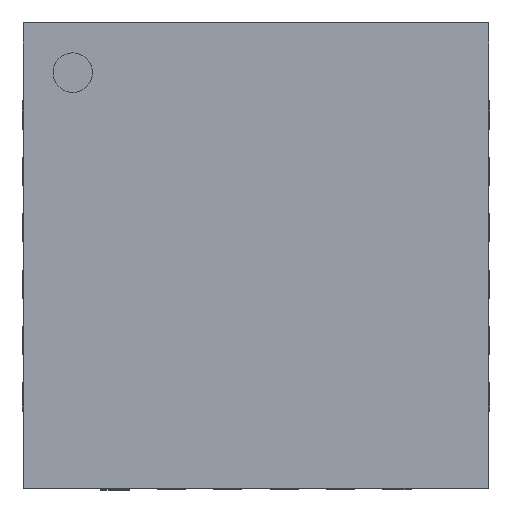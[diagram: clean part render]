
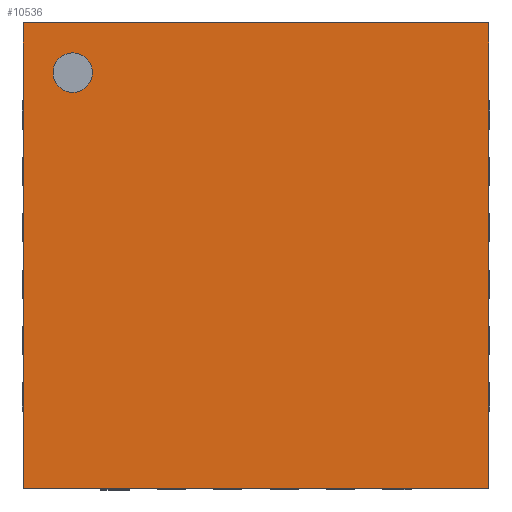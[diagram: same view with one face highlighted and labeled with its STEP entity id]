
A CAD part, top view. The second image highlights one B-rep face of the part: STEP entity #10536.
In plain terms, the highlighted planar face has unit normal (0, 0, 1).
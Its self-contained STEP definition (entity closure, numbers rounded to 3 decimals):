
#443 = PLANE('',#444);
#444 = AXIS2_PLACEMENT_3D('',#445,#446,#447);
#445 = CARTESIAN_POINT('',(-2.065,-2.065,0.02));
#446 = DIRECTION('',(1.,0.,0.));
#447 = DIRECTION('',(0.,0.,1.));
#471 = PLANE('',#472);
#472 = AXIS2_PLACEMENT_3D('',#473,#474,#475);
#473 = CARTESIAN_POINT('',(-2.065,-2.065,0.02));
#474 = DIRECTION('',(0.,1.,0.));
#475 = DIRECTION('',(0.,0.,1.));
#1159 = PLANE('',#1160);
#1160 = AXIS2_PLACEMENT_3D('',#1161,#1162,#1163);
#1161 = CARTESIAN_POINT('',(2.065,-2.065,0.02));
#1162 = DIRECTION('',(1.,0.,0.));
#1163 = DIRECTION('',(0.,0.,1.));
#1847 = PLANE('',#1848);
#1848 = AXIS2_PLACEMENT_3D('',#1849,#1850,#1851);
#1849 = CARTESIAN_POINT('',(-2.065,2.065,0.02));
#1850 = DIRECTION('',(0.,1.,0.));
#1851 = DIRECTION('',(0.,0.,1.));
#3187 = EDGE_CURVE('',#3188,#3190,#3192,.T.);
#3188 = VERTEX_POINT('',#3189);
#3189 = CARTESIAN_POINT('',(-2.065,-2.065,1.));
#3190 = VERTEX_POINT('',#3191);
#3191 = CARTESIAN_POINT('',(-2.065,2.065,1.));
#3192 = SURFACE_CURVE('',#3193,(#3197,#3204),.PCURVE_S1.);
#3193 = LINE('',#3194,#3195);
#3194 = CARTESIAN_POINT('',(-2.065,-2.065,1.));
#3195 = VECTOR('',#3196,1.);
#3196 = DIRECTION('',(0.,1.,0.));
#3197 = PCURVE('',#443,#3198);
#3198 = DEFINITIONAL_REPRESENTATION('',(#3199),#3203);
#3199 = LINE('',#3200,#3201);
#3200 = CARTESIAN_POINT('',(0.98,0.));
#3201 = VECTOR('',#3202,1.);
#3202 = DIRECTION('',(0.,-1.));
#3203 = ( GEOMETRIC_REPRESENTATION_CONTEXT(2) 
PARAMETRIC_REPRESENTATION_CONTEXT() REPRESENTATION_CONTEXT('2D SPACE',''
  ) );
#3204 = PCURVE('',#3205,#3210);
#3205 = PLANE('',#3206);
#3206 = AXIS2_PLACEMENT_3D('',#3207,#3208,#3209);
#3207 = CARTESIAN_POINT('',(-2.065,-2.065,1.));
#3208 = DIRECTION('',(0.,0.,1.));
#3209 = DIRECTION('',(1.,0.,0.));
#3210 = DEFINITIONAL_REPRESENTATION('',(#3211),#3215);
#3211 = LINE('',#3212,#3213);
#3212 = CARTESIAN_POINT('',(0.,0.));
#3213 = VECTOR('',#3214,1.);
#3214 = DIRECTION('',(0.,1.));
#3215 = ( GEOMETRIC_REPRESENTATION_CONTEXT(2) 
PARAMETRIC_REPRESENTATION_CONTEXT() REPRESENTATION_CONTEXT('2D SPACE',''
  ) );
#3685 = EDGE_CURVE('',#3188,#3686,#3688,.T.);
#3686 = VERTEX_POINT('',#3687);
#3687 = CARTESIAN_POINT('',(2.065,-2.065,1.));
#3688 = SURFACE_CURVE('',#3689,(#3693,#3700),.PCURVE_S1.);
#3689 = LINE('',#3690,#3691);
#3690 = CARTESIAN_POINT('',(-2.065,-2.065,1.));
#3691 = VECTOR('',#3692,1.);
#3692 = DIRECTION('',(1.,0.,0.));
#3693 = PCURVE('',#471,#3694);
#3694 = DEFINITIONAL_REPRESENTATION('',(#3695),#3699);
#3695 = LINE('',#3696,#3697);
#3696 = CARTESIAN_POINT('',(0.98,0.));
#3697 = VECTOR('',#3698,1.);
#3698 = DIRECTION('',(0.,1.));
#3699 = ( GEOMETRIC_REPRESENTATION_CONTEXT(2) 
PARAMETRIC_REPRESENTATION_CONTEXT() REPRESENTATION_CONTEXT('2D SPACE',''
  ) );
#3700 = PCURVE('',#3205,#3701);
#3701 = DEFINITIONAL_REPRESENTATION('',(#3702),#3706);
#3702 = LINE('',#3703,#3704);
#3703 = CARTESIAN_POINT('',(0.,0.));
#3704 = VECTOR('',#3705,1.);
#3705 = DIRECTION('',(1.,0.));
#3706 = ( GEOMETRIC_REPRESENTATION_CONTEXT(2) 
PARAMETRIC_REPRESENTATION_CONTEXT() REPRESENTATION_CONTEXT('2D SPACE',''
  ) );
#6890 = EDGE_CURVE('',#3190,#6891,#6893,.T.);
#6891 = VERTEX_POINT('',#6892);
#6892 = CARTESIAN_POINT('',(2.065,2.065,1.));
#6893 = SURFACE_CURVE('',#6894,(#6898,#6905),.PCURVE_S1.);
#6894 = LINE('',#6895,#6896);
#6895 = CARTESIAN_POINT('',(-2.065,2.065,1.));
#6896 = VECTOR('',#6897,1.);
#6897 = DIRECTION('',(1.,0.,0.));
#6898 = PCURVE('',#1847,#6899);
#6899 = DEFINITIONAL_REPRESENTATION('',(#6900),#6904);
#6900 = LINE('',#6901,#6902);
#6901 = CARTESIAN_POINT('',(0.98,0.));
#6902 = VECTOR('',#6903,1.);
#6903 = DIRECTION('',(0.,1.));
#6904 = ( GEOMETRIC_REPRESENTATION_CONTEXT(2) 
PARAMETRIC_REPRESENTATION_CONTEXT() REPRESENTATION_CONTEXT('2D SPACE',''
  ) );
#6905 = PCURVE('',#3205,#6906);
#6906 = DEFINITIONAL_REPRESENTATION('',(#6907),#6911);
#6907 = LINE('',#6908,#6909);
#6908 = CARTESIAN_POINT('',(0.,4.13));
#6909 = VECTOR('',#6910,1.);
#6910 = DIRECTION('',(1.,0.));
#6911 = ( GEOMETRIC_REPRESENTATION_CONTEXT(2) 
PARAMETRIC_REPRESENTATION_CONTEXT() REPRESENTATION_CONTEXT('2D SPACE',''
  ) );
#7357 = EDGE_CURVE('',#3686,#6891,#7358,.T.);
#7358 = SURFACE_CURVE('',#7359,(#7363,#7370),.PCURVE_S1.);
#7359 = LINE('',#7360,#7361);
#7360 = CARTESIAN_POINT('',(2.065,-2.065,1.));
#7361 = VECTOR('',#7362,1.);
#7362 = DIRECTION('',(0.,1.,0.));
#7363 = PCURVE('',#1159,#7364);
#7364 = DEFINITIONAL_REPRESENTATION('',(#7365),#7369);
#7365 = LINE('',#7366,#7367);
#7366 = CARTESIAN_POINT('',(0.98,0.));
#7367 = VECTOR('',#7368,1.);
#7368 = DIRECTION('',(0.,-1.));
#7369 = ( GEOMETRIC_REPRESENTATION_CONTEXT(2) 
PARAMETRIC_REPRESENTATION_CONTEXT() REPRESENTATION_CONTEXT('2D SPACE',''
  ) );
#7370 = PCURVE('',#3205,#7371);
#7371 = DEFINITIONAL_REPRESENTATION('',(#7372),#7376);
#7372 = LINE('',#7373,#7374);
#7373 = CARTESIAN_POINT('',(4.13,0.));
#7374 = VECTOR('',#7375,1.);
#7375 = DIRECTION('',(0.,1.));
#7376 = ( GEOMETRIC_REPRESENTATION_CONTEXT(2) 
PARAMETRIC_REPRESENTATION_CONTEXT() REPRESENTATION_CONTEXT('2D SPACE',''
  ) );
#10536 = ADVANCED_FACE('',(#10537,#10543),#3205,.T.);
#10537 = FACE_BOUND('',#10538,.T.);
#10538 = EDGE_LOOP('',(#10539,#10540,#10541,#10542));
#10539 = ORIENTED_EDGE('',*,*,#3187,.F.);
#10540 = ORIENTED_EDGE('',*,*,#3685,.T.);
#10541 = ORIENTED_EDGE('',*,*,#7357,.T.);
#10542 = ORIENTED_EDGE('',*,*,#6890,.F.);
#10543 = FACE_BOUND('',#10544,.T.);
#10544 = EDGE_LOOP('',(#10545));
#10545 = ORIENTED_EDGE('',*,*,#10546,.T.);
#10546 = EDGE_CURVE('',#10547,#10547,#10549,.T.);
#10547 = VERTEX_POINT('',#10548);
#10548 = CARTESIAN_POINT('',(-1.45,-1.625,1.));
#10549 = SURFACE_CURVE('',#10550,(#10555,#10566),.PCURVE_S1.);
#10550 = CIRCLE('',#10551,0.175);
#10551 = AXIS2_PLACEMENT_3D('',#10552,#10553,#10554);
#10552 = CARTESIAN_POINT('',(-1.625,-1.625,1.));
#10553 = DIRECTION('',(0.,0.,-1.));
#10554 = DIRECTION('',(1.,0.,0.));
#10555 = PCURVE('',#3205,#10556);
#10556 = DEFINITIONAL_REPRESENTATION('',(#10557),#10565);
#10557 = ( BOUNDED_CURVE() B_SPLINE_CURVE(2,(#10558,#10559,#10560,#10561
    ,#10562,#10563,#10564),.UNSPECIFIED.,.T.,.F.) 
B_SPLINE_CURVE_WITH_KNOTS((1,2,2,2,2,1),(-2.094,0.,
    2.094,4.189,6.283,8.378),
.UNSPECIFIED.) CURVE() GEOMETRIC_REPRESENTATION_ITEM() 
RATIONAL_B_SPLINE_CURVE((1.,0.5,1.,0.5,1.,0.5,1.)) REPRESENTATION_ITEM(
  '') );
#10558 = CARTESIAN_POINT('',(0.615,0.44));
#10559 = CARTESIAN_POINT('',(0.615,0.137));
#10560 = CARTESIAN_POINT('',(0.353,0.288));
#10561 = CARTESIAN_POINT('',(0.09,0.44));
#10562 = CARTESIAN_POINT('',(0.353,0.592));
#10563 = CARTESIAN_POINT('',(0.615,0.743));
#10564 = CARTESIAN_POINT('',(0.615,0.44));
#10565 = ( GEOMETRIC_REPRESENTATION_CONTEXT(2) 
PARAMETRIC_REPRESENTATION_CONTEXT() REPRESENTATION_CONTEXT('2D SPACE',''
  ) );
#10566 = PCURVE('',#10567,#10572);
#10567 = CYLINDRICAL_SURFACE('',#10568,0.175);
#10568 = AXIS2_PLACEMENT_3D('',#10569,#10570,#10571);
#10569 = CARTESIAN_POINT('',(-1.625,-1.625,1.01));
#10570 = DIRECTION('',(-0.,-0.,-1.));
#10571 = DIRECTION('',(1.,0.,0.));
#10572 = DEFINITIONAL_REPRESENTATION('',(#10573),#10577);
#10573 = LINE('',#10574,#10575);
#10574 = CARTESIAN_POINT('',(-6.283,0.01));
#10575 = VECTOR('',#10576,1.);
#10576 = DIRECTION('',(1.,-0.));
#10577 = ( GEOMETRIC_REPRESENTATION_CONTEXT(2) 
PARAMETRIC_REPRESENTATION_CONTEXT() REPRESENTATION_CONTEXT('2D SPACE',''
  ) );
